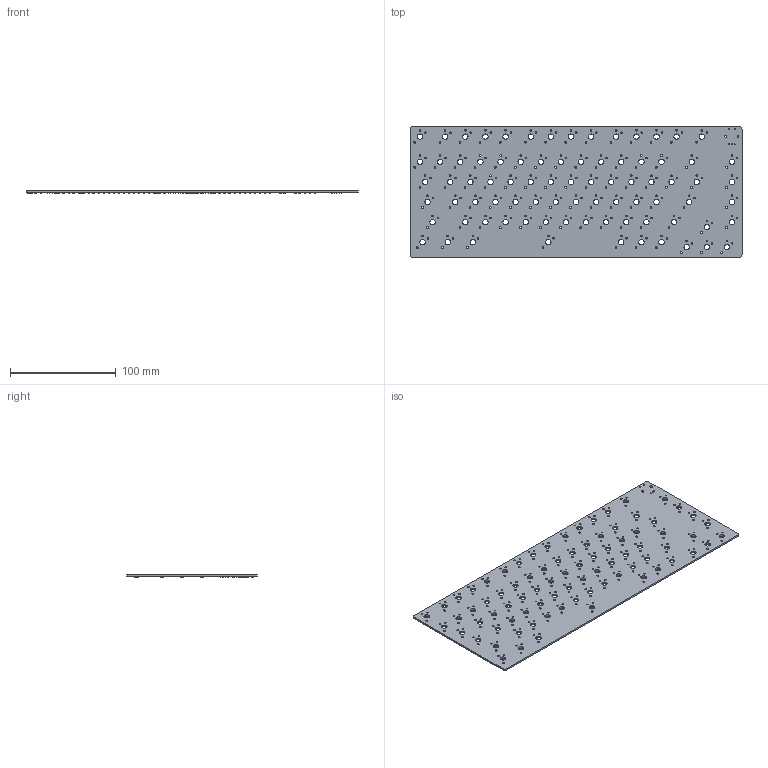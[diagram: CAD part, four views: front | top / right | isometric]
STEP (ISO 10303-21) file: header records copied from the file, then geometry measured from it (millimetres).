
FILE_DESCRIPTION(('KiCad electronic assembly'),'2;1');
FILE_NAME('sg75.step','2024-11-24T22:08:12',('Pcbnew'),('Kicad'), 'Open CASCADE STEP processor 7.8','KiCad to STEP converter','Unknown' );
FILE_SCHEMA(('AUTOMOTIVE_DESIGN { 1 0 10303 214 1 1 1 1 }'));
Length unit declared in the file: millimetre
Products named in the file (14): sg75 1; D_SOD-123; D_SOD_123; R_0805_2012Metric; C_0805_2012Metric; TQFP-44_10x10mm_P0.8mm; TQFP_44_10x10mm_P08mm; Crystal_SMD_3225-4Pin_3.2x2.5mm; SW_SPST_TL3342; _autosave-sg75_PCB
Assembly tree (104 placements, depth 3):
  sg75 1
    D_SOD-123  x83
      D_SOD_123
    R_0805_2012Metric  x4
      R_0805_2012Metric
    C_0805_2012Metric  x7
      C_0805_2012Metric
    TQFP-44_10x10mm_P0.8mm
      TQFP_44_10x10mm_P08mm
    Crystal_SMD_3225-4Pin_3.2x2.5mm
      Crystal_SMD_3225-4Pin_3.2x2.5mm
    SW_SPST_TL3342
      SW_SPST_TL3342
    _autosave-sg75_PCB
Bounding box: 314.32 x 123.83 x 3.19 mm (x, y, z)
Volume: 59363.4 mm3; surface area: 81202.8 mm2
Topology: 98 solids, 99 shells, 7383 faces, 17993 edges, 10915 vertices
Faces by surface type: plane 3703, bspline 2250, cylinder 1429, torus 1
Full cylindrical faces by diameter (mm): 0.5 x1, 1 x5, 1.45 x164, 2 x1, 5.1 x82
Entity records: 65174 total; most frequent: CARTESIAN_POINT 13009, ORIENTED_EDGE 9130, DIRECTION 9045, EDGE_CURVE 4565, LINE 3073, VECTOR 3073, AXIS2_PLACEMENT_3D 2986, VERTEX_POINT 2951
